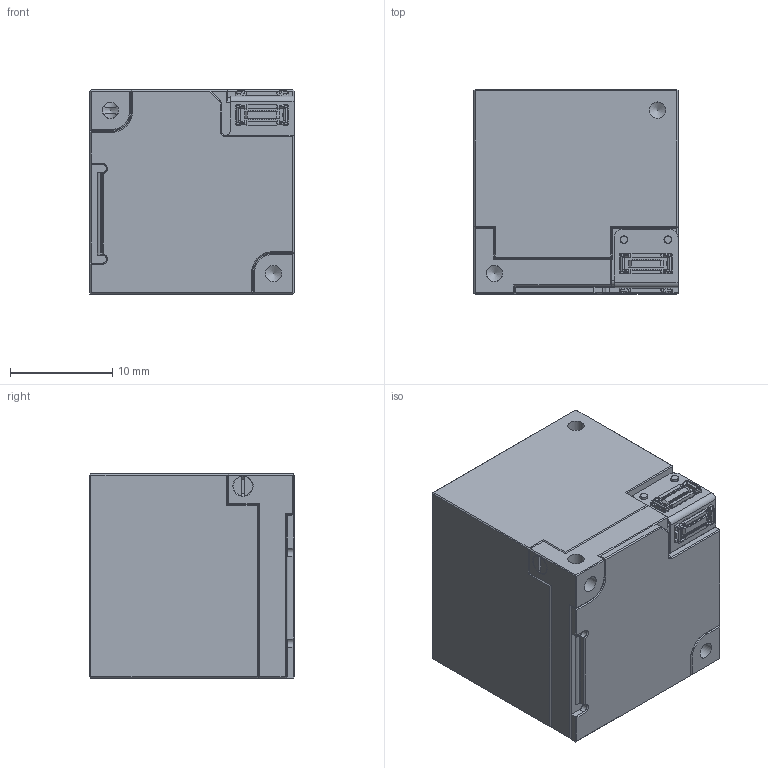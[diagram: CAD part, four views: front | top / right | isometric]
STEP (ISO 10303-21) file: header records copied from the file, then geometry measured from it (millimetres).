
FILE_DESCRIPTION(/* description */ (''),/* implementation_level */ '2;1');
FILE_NAME(/* name */ '1374711331_214.stp',/* time_stamp */ '2020-07-28T16:30:17+02:00',/* author */ (''),/* organization */ (''),/* preprocessor_version */ 'ST-DEVELOPER v16.7',/* originating_system */ 'SIEMENS PLM Software NX 12.0',/* authorisation */ '');
FILE_SCHEMA (('AUTOMOTIVE_DESIGN { 1 0 10303 214 3 1 1 1 }'));
Length unit declared in the file: millimetre
Products named in the file (1): __5004_d060531_0
Bounding box: 20 x 20.01 x 20 mm (x, y, z)
Volume: 7922.1 mm3; surface area: 2666.8 mm2
Topology: 2 solids, 2 shells, 1358 faces, 3718 edges, 2422 vertices
Faces by surface type: plane 1006, cylinder 327, cone 22, bspline 2, extrusion 1
Full cylindrical faces by diameter (mm): 0.7 x2, 0.75 x2, 1.6 x5, 3 x1, 3.3 x1
Entity records: 50350 total; most frequent: CARTESIAN_POINT 7625, ORIENTED_EDGE 7376, DIRECTION 7066, EDGE_CURVE 3688, VECTOR 2966, LINE 2965, VERTEX_POINT 2416, AXIS2_PLACEMENT_3D 2050
